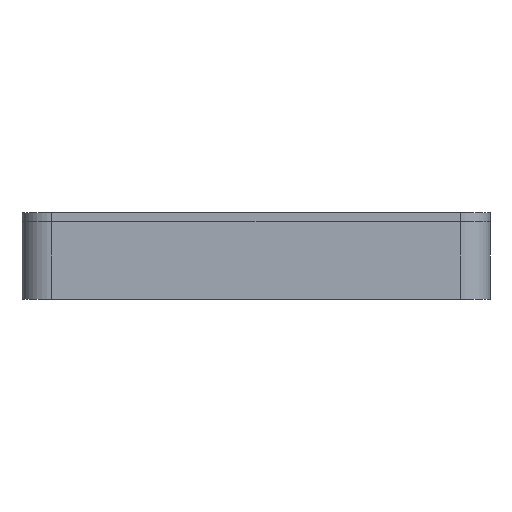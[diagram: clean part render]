
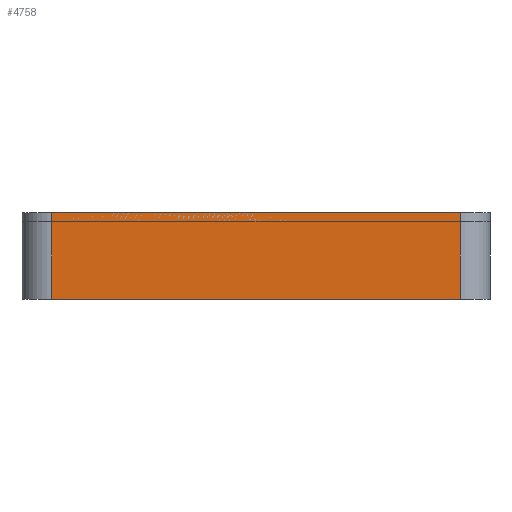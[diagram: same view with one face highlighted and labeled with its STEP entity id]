
A CAD part, front view. The second image highlights one B-rep face of the part: STEP entity #4758.
In plain terms, the highlighted planar face has unit normal (0, -1, 0).
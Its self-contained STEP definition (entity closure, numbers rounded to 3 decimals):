
#208=PLANE('',#5151);
#392=FACE_OUTER_BOUND('',#701,.T.);
#701=EDGE_LOOP('',(#3824,#3825,#3826,#3827));
#1081=LINE('',#7358,#1554);
#1116=LINE('',#7491,#1589);
#1127=LINE('',#7522,#1600);
#1128=LINE('',#7524,#1601);
#1554=VECTOR('',#5961,10.);
#1589=VECTOR('',#6066,10.);
#1600=VECTOR('',#6105,10.);
#1601=VECTOR('',#6108,10.);
#2214=VERTEX_POINT('',#7355);
#2215=VERTEX_POINT('',#7357);
#2277=VERTEX_POINT('',#7488);
#2278=VERTEX_POINT('',#7490);
#2763=EDGE_CURVE('',#2214,#2215,#1081,.T.);
#2830=EDGE_CURVE('',#2278,#2277,#1116,.T.);
#2847=EDGE_CURVE('',#2278,#2214,#1127,.T.);
#2848=EDGE_CURVE('',#2215,#2277,#1128,.T.);
#3824=ORIENTED_EDGE('',*,*,#2847,.F.);
#3825=ORIENTED_EDGE('',*,*,#2830,.T.);
#3826=ORIENTED_EDGE('',*,*,#2848,.F.);
#3827=ORIENTED_EDGE('',*,*,#2763,.F.);
#4758=ADVANCED_FACE('',(#392),#208,.T.);
#5151=AXIS2_PLACEMENT_3D('',#7523,#6106,#6107);
#5961=DIRECTION('',(1.,0.,0.));
#6066=DIRECTION('',(1.,0.,0.));
#6105=DIRECTION('',(0.,0.,1.));
#6106=DIRECTION('center_axis',(0.,-1.,0.));
#6107=DIRECTION('ref_axis',(1.,0.,0.));
#6108=DIRECTION('',(0.,0.,-1.));
#7355=CARTESIAN_POINT('',(-34.075,-53.363,14.5));
#7357=CARTESIAN_POINT('',(34.075,-53.363,14.5));
#7358=CARTESIAN_POINT('',(-39.075,-53.363,14.5));
#7488=CARTESIAN_POINT('',(34.075,-53.363,0.));
#7490=CARTESIAN_POINT('',(-34.075,-53.363,0.));
#7491=CARTESIAN_POINT('',(-39.075,-53.363,0.));
#7522=CARTESIAN_POINT('',(-34.075,-53.363,0.));
#7523=CARTESIAN_POINT('Origin',(-39.075,-53.363,0.));
#7524=CARTESIAN_POINT('',(34.075,-53.363,0.));
